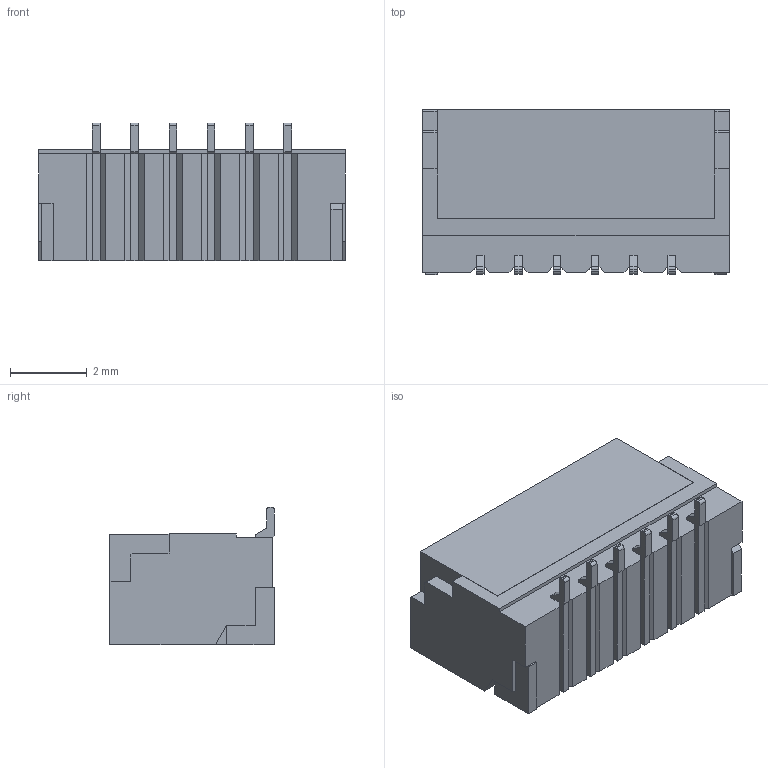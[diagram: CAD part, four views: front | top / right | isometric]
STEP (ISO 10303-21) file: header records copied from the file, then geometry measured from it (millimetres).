
FILE_DESCRIPTION (( 'STEP AP214' ), '1' );
FILE_NAME ('BM06B-SRSS-TB(LF)(SN).STEP', '2021-06-21T13:51:49', ( '' ), ( '' ), 'SwSTEP 2.0', 'SolidWorks 2018', '' );
FILE_SCHEMA (( 'AUTOMOTIVE_DESIGN' ));
Length unit declared in the file: millimetre
Products named in the file (2): BM06B-SRSS-TB(LF)(SN)
Bounding box: 8 x 4.3 x 3.6 mm (x, y, z)
Volume: 53.6 mm3; surface area: 288.7 mm2
Topology: 15 solids, 15 shells, 401 faces, 990 edges, 632 vertices
Faces by surface type: plane 305, cylinder 72, sphere 24
Entity records: 12612 total; most frequent: CARTESIAN_POINT 2169, ORIENTED_EDGE 1980, DIRECTION 1868, EDGE_CURVE 990, VECTOR 822, LINE 822, VERTEX_POINT 632, AXIS2_PLACEMENT_3D 523
